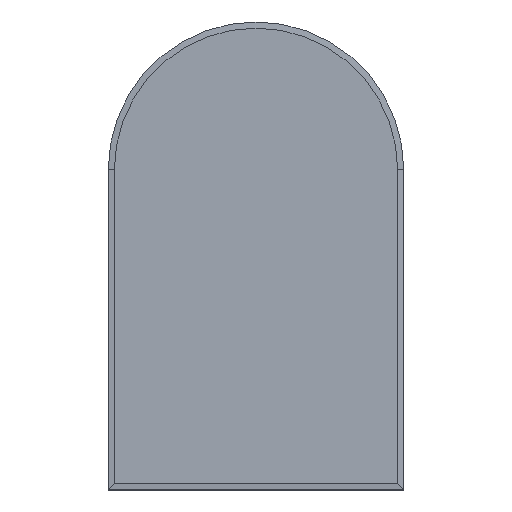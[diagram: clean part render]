
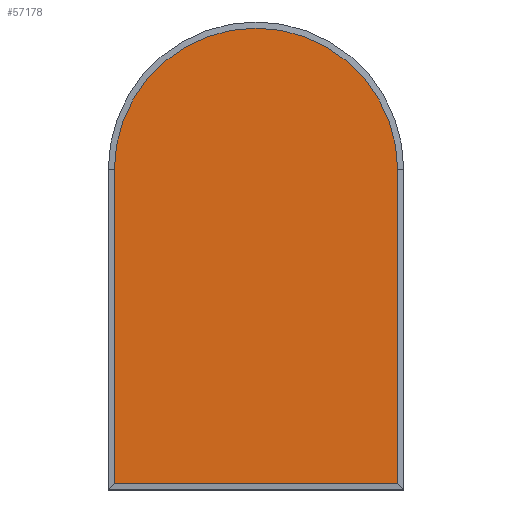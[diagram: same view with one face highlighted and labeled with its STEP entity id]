
A CAD part, top view. The second image highlights one B-rep face of the part: STEP entity #57178.
In plain terms, the highlighted planar face has unit normal (0, 0, 1).
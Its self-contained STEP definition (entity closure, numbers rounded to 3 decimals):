
#57029=DIRECTION('',(0.,1.,0.));
#57030=VECTOR('',#57029,25.5);
#57031=CARTESIAN_POINT('',(11.5,-2.032,0.919));
#57032=LINE('',#57031,#57030);
#57033=DIRECTION('',(1.,0.,0.));
#57034=VECTOR('',#57033,23.);
#57035=CARTESIAN_POINT('',(-11.5,-2.032,0.919));
#57036=LINE('',#57035,#57034);
#57037=DIRECTION('',(0.,-1.,0.));
#57038=VECTOR('',#57037,25.5);
#57039=CARTESIAN_POINT('',(-11.5,23.468,0.919));
#57040=LINE('',#57039,#57038);
#57041=CARTESIAN_POINT('',(0.,23.468,0.919));
#57042=DIRECTION('',(0.,0.,1.));
#57043=DIRECTION('',(1.,0.,0.));
#57044=AXIS2_PLACEMENT_3D('',#57041,#57042,#57043);
#57074=CARTESIAN_POINT('',(11.5,-2.032,0.919));
#57075=CARTESIAN_POINT('',(11.5,23.468,0.919));
#57076=VERTEX_POINT('',#57074);
#57077=VERTEX_POINT('',#57075);
#57078=CARTESIAN_POINT('',(-11.5,23.468,0.919));
#57079=VERTEX_POINT('',#57078);
#57080=CARTESIAN_POINT('',(-11.5,-2.032,0.919));
#57081=VERTEX_POINT('',#57080);
#57164=CARTESIAN_POINT('',(0.,-2.532,0.919));
#57165=DIRECTION('',(0.,0.,1.));
#57166=DIRECTION('',(1.,0.,0.));
#57167=AXIS2_PLACEMENT_3D('',#57164,#57165,#57166);
#57168=PLANE('',#57167);
#57170=ORIENTED_EDGE('',*,*,#57169,.F.);
#57172=ORIENTED_EDGE('',*,*,#57171,.F.);
#57174=ORIENTED_EDGE('',*,*,#57173,.F.);
#57175=ORIENTED_EDGE('',*,*,#57154,.F.);
#57176=EDGE_LOOP('',(#57170,#57172,#57174,#57175));
#57177=FACE_OUTER_BOUND('',#57176,.F.);
#57178=ADVANCED_FACE('',(#57177),#57168,.T.);
#57045=CIRCLE('',#57044,11.5);
#57154=EDGE_CURVE('',#57077,#57079,#57045,.T.);
#57169=EDGE_CURVE('',#57076,#57077,#57032,.T.);
#57171=EDGE_CURVE('',#57081,#57076,#57036,.T.);
#57173=EDGE_CURVE('',#57079,#57081,#57040,.T.);
